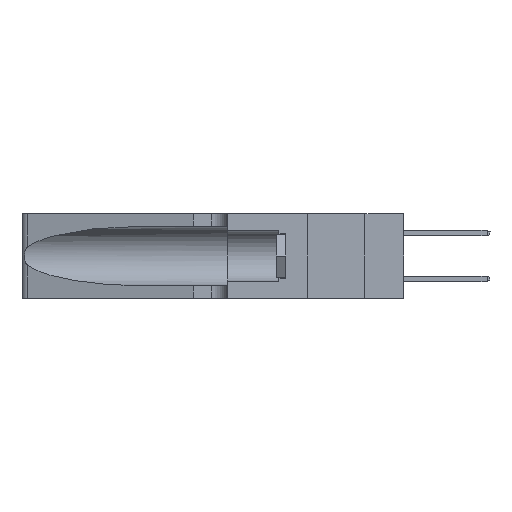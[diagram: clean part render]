
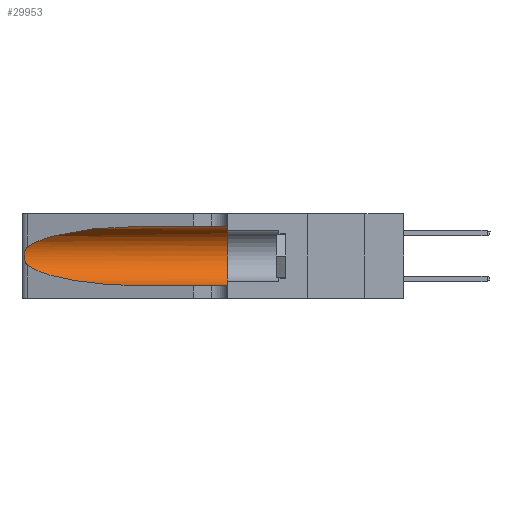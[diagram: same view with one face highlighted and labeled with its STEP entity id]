
A CAD part, left-side view. The second image highlights one B-rep face of the part: STEP entity #29953.
In plain terms, the highlighted cylindrical face has radius 3.308 mm (diameter 6.617 mm), a partial arc.
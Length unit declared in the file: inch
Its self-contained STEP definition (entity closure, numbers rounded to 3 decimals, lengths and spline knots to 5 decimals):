
#610 = B_SPLINE_CURVE_WITH_KNOTS ( 'NONE', 3,
 ( #4602, #31176, #31077, #21570, #7032, #23989, #9454, #26464, #11927, #28864, #14377, #31279, #16816, #2262 ),
 .UNSPECIFIED., .F., .F.,
 ( 4, 2, 2, 2, 2, 2, 4 ),
 ( 0., 0.00027, 0.00053, 0.00107, 0.0016, 0.00187, 0.00214 ),
 .UNSPECIFIED. ) ;
#841 = VECTOR ( 'NONE', #29313, 39.37008 ) ;
#864 = DIRECTION ( 'NONE',  ( 0., -1., 0. ) ) ;
#922 = CARTESIAN_POINT ( 'NONE',  ( 0.1305, 0.72297, 0.05475 ) ) ;
#1639 = VERTEX_POINT ( 'NONE', #20368 ) ;
#2262 = CARTESIAN_POINT ( 'NONE',  ( 0.25487, 1.22718, 0.14631 ) ) ;
#3202 = VECTOR ( 'NONE', #9453, 39.37008 ) ;
#3996 = CARTESIAN_POINT ( 'NONE',  ( 0.1305, 0.35, 0.31525 ) ) ;
#4602 = CARTESIAN_POINT ( 'NONE',  ( 0.25487, 1.22718, 0.22369 ) ) ;
#4601 = CARTESIAN_POINT ( 'NONE',  ( 0.1305, 1.61858, 0.05475 ) ) ;
#4816 = EDGE_CURVE ( 'NONE', #19410, #30289, #610, .T. ) ;
#7032 = CARTESIAN_POINT ( 'NONE',  ( 0.25854, 1.2359, 0.20912 ) ) ;
#7297 = LINE ( 'NONE', #14838, #841 ) ;
#7752 = ORIENTED_EDGE ( 'NONE', *, *, #23932, .T. ) ;
#8105 = VERTEX_POINT ( 'NONE', #3996 ) ;
#9454 = CARTESIAN_POINT ( 'NONE',  ( 0.26075, 1.23896, 0.19203 ) ) ;
#9453 = DIRECTION ( 'NONE',  ( 0., -1., 0. ) ) ;
#9512 = CARTESIAN_POINT ( 'NONE',  ( 0.25487, 1.22718, 0.22369 ) ) ;
#9540 =( BOUNDED_CURVE ( )  B_SPLINE_CURVE ( 3, ( #17783, #10537, #15474, #922 ),
 .UNSPECIFIED., .F., .F. ) 
 B_SPLINE_CURVE_WITH_KNOTS ( ( 4, 4 ),
 ( 3.44316, 4.71239 ),
 .UNSPECIFIED. ) 
 CURVE ( )  GEOMETRIC_REPRESENTATION_ITEM ( )  RATIONAL_B_SPLINE_CURVE ( ( 1., 0.87, 0.87, 1. ) ) 
 REPRESENTATION_ITEM ( '' )  );
#9566 = DIRECTION ( 'NONE',  ( 0., 1., 0. ) ) ;
#9650 = LINE ( 'NONE', #4601, #3202 ) ;
#10096 = CARTESIAN_POINT ( 'NONE',  ( 0.18966, 0.96281, 0.31525 ) ) ;
#10537 = CARTESIAN_POINT ( 'NONE',  ( 0.2373, 1.15595, 0.08982 ) ) ;
#11927 = CARTESIAN_POINT ( 'NONE',  ( 0.26017, 1.23833, 0.17102 ) ) ;
#13672 = AXIS2_PLACEMENT_3D ( 'NONE', #24103, #9566, #26581 ) ;
#13906 = ORIENTED_EDGE ( 'NONE', *, *, #16130, .T. ) ;
#14377 = CARTESIAN_POINT ( 'NONE',  ( 0.25789, 1.23486, 0.15765 ) ) ;
#14838 = CARTESIAN_POINT ( 'NONE',  ( 0.1305, 1.61858, 0.31525 ) ) ;
#15027 = CARTESIAN_POINT ( 'NONE',  ( 0.25487, 1.22718, 0.22369 ) ) ;
#15425 = CARTESIAN_POINT ( 'NONE',  ( 0.1305, 1.61858, 0.185 ) ) ;
#15474 = CARTESIAN_POINT ( 'NONE',  ( 0.18966, 0.96281, 0.05475 ) ) ;
#16130 = EDGE_CURVE ( 'NONE', #30289, #1639, #9540, .T. ) ;
#16432 = VERTEX_POINT ( 'NONE', #26279 ) ;
#16705 = EDGE_LOOP ( 'NONE', ( #27333, #21564, #13906, #7752, #23282, #21554 ) ) ;
#16768 = FACE_OUTER_BOUND ( 'NONE', #16705, .T. ) ;
#16816 = CARTESIAN_POINT ( 'NONE',  ( 0.25555, 1.22993, 0.14849 ) ) ;
#17575 = EDGE_CURVE ( 'NONE', #16432, #8105, #7297, .T. ) ;
#17783 = CARTESIAN_POINT ( 'NONE',  ( 0.25487, 1.22718, 0.14631 ) ) ;
#17842 = DIRECTION ( 'NONE',  ( 0., 0., -1. ) ) ;
#18171 = EDGE_CURVE ( 'NONE', #8105, #18992, #28494, .T. ) ;
#18992 = VERTEX_POINT ( 'NONE', #20182 ) ;
#19015 = CARTESIAN_POINT ( 'NONE',  ( 0.25487, 1.22718, 0.14631 ) ) ;
#19410 = VERTEX_POINT ( 'NONE', #9512 ) ;
#20182 = CARTESIAN_POINT ( 'NONE',  ( 0.1305, 0.35, 0.05475 ) ) ;
#20368 = CARTESIAN_POINT ( 'NONE',  ( 0.1305, 0.72297, 0.05475 ) ) ;
#21554 = ORIENTED_EDGE ( 'NONE', *, *, #17575, .F. ) ;
#21564 = ORIENTED_EDGE ( 'NONE', *, *, #4816, .T. ) ;
#21570 = CARTESIAN_POINT ( 'NONE',  ( 0.25787, 1.23484, 0.2124 ) ) ;
#22216 = CARTESIAN_POINT ( 'NONE',  ( 0.1305, 0.72297, 0.31525 ) ) ;
#23282 = ORIENTED_EDGE ( 'NONE', *, *, #18171, .F. ) ;
#23932 = EDGE_CURVE ( 'NONE', #1639, #18992, #9650, .T. ) ;
#23989 = CARTESIAN_POINT ( 'NONE',  ( 0.26018, 1.23835, 0.19895 ) ) ;
#24103 = CARTESIAN_POINT ( 'NONE',  ( 0.1305, 0.35, 0.185 ) ) ;
#26279 = CARTESIAN_POINT ( 'NONE',  ( 0.1305, 0.72297, 0.31525 ) ) ;
#26464 = CARTESIAN_POINT ( 'NONE',  ( 0.26075, 1.23896, 0.178 ) ) ;
#26581 = DIRECTION ( 'NONE',  ( 0., 0., 1. ) ) ;
#27333 = ORIENTED_EDGE ( 'NONE', *, *, #29087, .T. ) ;
#27449 =( BOUNDED_CURVE ( )  B_SPLINE_CURVE ( 3, ( #22216, #10096, #29495, #15027 ),
 .UNSPECIFIED., .F., .T. ) 
 B_SPLINE_CURVE_WITH_KNOTS ( ( 4, 4 ),
 ( 1.5708, 2.84003 ),
 .UNSPECIFIED. ) 
 CURVE ( )  GEOMETRIC_REPRESENTATION_ITEM ( )  RATIONAL_B_SPLINE_CURVE ( ( 1., 0.87, 0.87, 1. ) ) 
 REPRESENTATION_ITEM ( '' )  );
#28280 = AXIS2_PLACEMENT_3D ( 'NONE', #15425, #864, #17842 ) ;
#28494 = CIRCLE ( 'NONE', #13672, 0.13025 ) ;
#28864 = CARTESIAN_POINT ( 'NONE',  ( 0.25856, 1.23593, 0.16098 ) ) ;
#28870 = CYLINDRICAL_SURFACE ( 'NONE', #28280, 0.13025 ) ;
#29087 = EDGE_CURVE ( 'NONE', #16432, #19410, #27449, .T. ) ;
#29313 = DIRECTION ( 'NONE',  ( 0., -1., 0. ) ) ;
#29495 = CARTESIAN_POINT ( 'NONE',  ( 0.2373, 1.15595, 0.28018 ) ) ;
#29953 = ADVANCED_FACE ( 'NONE', ( #16768 ), #28870, .F. ) ;
#30289 = VERTEX_POINT ( 'NONE', #19015 ) ;
#31077 = CARTESIAN_POINT ( 'NONE',  ( 0.25639, 1.23184, 0.21858 ) ) ;
#31176 = CARTESIAN_POINT ( 'NONE',  ( 0.25555, 1.22994, 0.2215 ) ) ;
#31279 = CARTESIAN_POINT ( 'NONE',  ( 0.25639, 1.23186, 0.15144 ) ) ;
